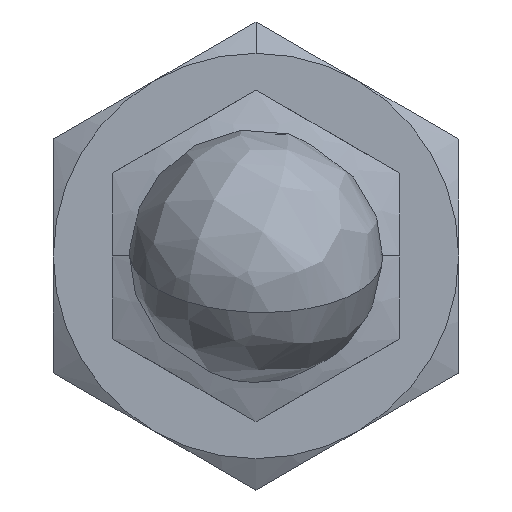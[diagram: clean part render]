
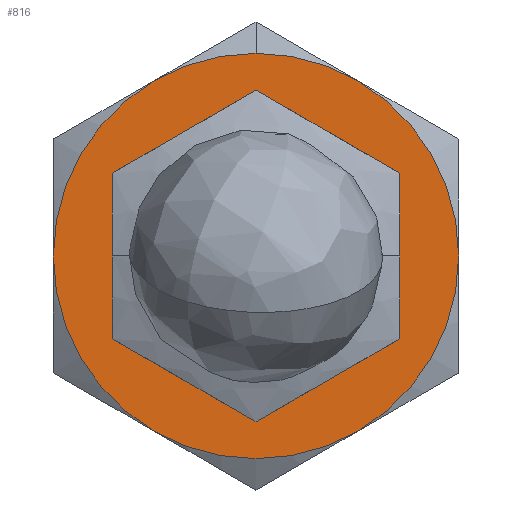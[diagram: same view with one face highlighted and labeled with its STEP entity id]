
A CAD part, front view. The second image highlights one B-rep face of the part: STEP entity #816.
In plain terms, the highlighted planar face has unit normal (0, -1, 0).
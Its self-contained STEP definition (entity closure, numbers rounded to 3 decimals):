
#24 = DIRECTION ( 'NONE',  ( 0., -1., 0. ) ) ;
#55 = CARTESIAN_POINT ( 'NONE',  ( 0., 113.031, 0. ) ) ;
#110 = FACE_BOUND ( 'NONE', #503, .T. ) ;
#114 = DIRECTION ( 'NONE',  ( 0., 0., 1. ) ) ;
#121 = CARTESIAN_POINT ( 'NONE',  ( 0., 113.031, 0. ) ) ;
#202 = ORIENTED_EDGE ( 'NONE', *, *, #550, .F. ) ;
#203 = VERTEX_POINT ( 'NONE', #2851 ) ;
#242 = AXIS2_PLACEMENT_3D ( 'NONE', #2483, #1176, #2708 ) ;
#247 = VERTEX_POINT ( 'NONE', #1353 ) ;
#271 = DIRECTION ( 'NONE',  ( 0., 0., 1. ) ) ;
#340 = CARTESIAN_POINT ( 'NONE',  ( 0., 113.031, 0. ) ) ;
#341 = DIRECTION ( 'NONE',  ( 0., 0., 1. ) ) ;
#391 = CARTESIAN_POINT ( 'NONE',  ( 12., 113.031, 0. ) ) ;
#503 = EDGE_LOOP ( 'NONE', ( #610, #896 ) ) ;
#550 = EDGE_CURVE ( 'NONE', #1501, #2588, #2218, .T. ) ;
#568 = DIRECTION ( 'NONE',  ( 0., 0., 1. ) ) ;
#572 = AXIS2_PLACEMENT_3D ( 'NONE', #2333, #1003, #2544 ) ;
#598 = CARTESIAN_POINT ( 'NONE',  ( 0., 113.031, 0. ) ) ;
#608 = CIRCLE ( 'NONE', #2319, 12. ) ;
#610 = ORIENTED_EDGE ( 'NONE', *, *, #1889, .F. ) ;
#660 = CARTESIAN_POINT ( 'NONE',  ( 0., 113.031, 12. ) ) ;
#682 = DIRECTION ( 'NONE',  ( 0., -1., 0. ) ) ;
#707 = FACE_OUTER_BOUND ( 'NONE', #1487, .T. ) ;
#793 = VERTEX_POINT ( 'NONE', #391 ) ;
#816 = ADVANCED_FACE ( 'NONE', ( #110, #707 ), #1091, .F. ) ;
#832 = DIRECTION ( 'NONE',  ( 0., 0., 1. ) ) ;
#861 = CARTESIAN_POINT ( 'NONE',  ( 0., 113.031, 13.856 ) ) ;
#871 = CIRCLE ( 'NONE', #2369, 12. ) ;
#873 = ORIENTED_EDGE ( 'NONE', *, *, #1648, .F. ) ;
#896 = ORIENTED_EDGE ( 'NONE', *, *, #1914, .F. ) ;
#897 = CIRCLE ( 'NONE', #2701, 8. ) ;
#950 = AXIS2_PLACEMENT_3D ( 'NONE', #861, #2414, #1102 ) ;
#982 = CARTESIAN_POINT ( 'NONE',  ( 6., 113.031, -10.392 ) ) ;
#1003 = DIRECTION ( 'NONE',  ( 0., 1., 0. ) ) ;
#1008 = AXIS2_PLACEMENT_3D ( 'NONE', #55, #1655, #271 ) ;
#1091 = PLANE ( 'NONE',  #950 ) ;
#1102 = DIRECTION ( 'NONE',  ( 0., 0., 1. ) ) ;
#1176 = DIRECTION ( 'NONE',  ( 0., 1., 0. ) ) ;
#1259 = VERTEX_POINT ( 'NONE', #982 ) ;
#1353 = CARTESIAN_POINT ( 'NONE',  ( 0., 113.031, 8. ) ) ;
#1393 = CARTESIAN_POINT ( 'NONE',  ( 0., 113.031, 0. ) ) ;
#1400 = EDGE_CURVE ( 'NONE', #2588, #2531, #871, .T. ) ;
#1421 = VERTEX_POINT ( 'NONE', #2356 ) ;
#1447 = CIRCLE ( 'NONE', #242, 12. ) ;
#1487 = EDGE_LOOP ( 'NONE', ( #1927, #1717, #2713, #873, #2381, #202, #1643 ) ) ;
#1496 = DIRECTION ( 'NONE',  ( 0., 1., 0. ) ) ;
#1501 = VERTEX_POINT ( 'NONE', #1735 ) ;
#1617 = DIRECTION ( 'NONE',  ( 0., 0., -1. ) ) ;
#1643 = ORIENTED_EDGE ( 'NONE', *, *, #2794, .F. ) ;
#1648 = EDGE_CURVE ( 'NONE', #2531, #793, #608, .T. ) ;
#1655 = DIRECTION ( 'NONE',  ( 0., 1., 0. ) ) ;
#1670 = CIRCLE ( 'NONE', #572, 12. ) ;
#1717 = ORIENTED_EDGE ( 'NONE', *, *, #2099, .F. ) ;
#1721 = DIRECTION ( 'NONE',  ( 0., 1., 0. ) ) ;
#1735 = CARTESIAN_POINT ( 'NONE',  ( -6., 113.031, 10.392 ) ) ;
#1849 = AXIS2_PLACEMENT_3D ( 'NONE', #2793, #1496, #114 ) ;
#1889 = EDGE_CURVE ( 'NONE', #2801, #247, #2664, .T. ) ;
#1914 = EDGE_CURVE ( 'NONE', #247, #2801, #897, .T. ) ;
#1927 = ORIENTED_EDGE ( 'NONE', *, *, #2009, .F. ) ;
#1930 = DIRECTION ( 'NONE',  ( 0., 1., 0. ) ) ;
#1981 = EDGE_CURVE ( 'NONE', #793, #1259, #1447, .T. ) ;
#2009 = EDGE_CURVE ( 'NONE', #203, #1421, #2400, .T. ) ;
#2031 = CARTESIAN_POINT ( 'NONE',  ( 0., 113.031, 0. ) ) ;
#2099 = EDGE_CURVE ( 'NONE', #1259, #203, #2605, .T. ) ;
#2169 = DIRECTION ( 'NONE',  ( 0., 1., 0. ) ) ;
#2218 = CIRCLE ( 'NONE', #2607, 12. ) ;
#2244 = DIRECTION ( 'NONE',  ( 0., 0., -1. ) ) ;
#2319 = AXIS2_PLACEMENT_3D ( 'NONE', #340, #1930, #568 ) ;
#2333 = CARTESIAN_POINT ( 'NONE',  ( 0., 113.031, 0. ) ) ;
#2356 = CARTESIAN_POINT ( 'NONE',  ( -12., 113.031, 0. ) ) ;
#2369 = AXIS2_PLACEMENT_3D ( 'NONE', #121, #1721, #341 ) ;
#2381 = ORIENTED_EDGE ( 'NONE', *, *, #1400, .F. ) ;
#2400 = CIRCLE ( 'NONE', #1008, 12. ) ;
#2414 = DIRECTION ( 'NONE',  ( 0., 1., 0. ) ) ;
#2435 = CARTESIAN_POINT ( 'NONE',  ( 6., 113.031, 10.392 ) ) ;
#2483 = CARTESIAN_POINT ( 'NONE',  ( 0., 113.031, 0. ) ) ;
#2531 = VERTEX_POINT ( 'NONE', #2435 ) ;
#2544 = DIRECTION ( 'NONE',  ( 0., 0., 1. ) ) ;
#2556 = AXIS2_PLACEMENT_3D ( 'NONE', #2031, #682, #2244 ) ;
#2588 = VERTEX_POINT ( 'NONE', #660 ) ;
#2605 = CIRCLE ( 'NONE', #1849, 12. ) ;
#2607 = AXIS2_PLACEMENT_3D ( 'NONE', #598, #2169, #832 ) ;
#2664 = CIRCLE ( 'NONE', #2556, 8. ) ;
#2701 = AXIS2_PLACEMENT_3D ( 'NONE', #1393, #24, #1617 ) ;
#2708 = DIRECTION ( 'NONE',  ( 0., 0., 1. ) ) ;
#2713 = ORIENTED_EDGE ( 'NONE', *, *, #1981, .F. ) ;
#2764 = CARTESIAN_POINT ( 'NONE',  ( 0., 113.031, -8. ) ) ;
#2793 = CARTESIAN_POINT ( 'NONE',  ( 0., 113.031, 0. ) ) ;
#2794 = EDGE_CURVE ( 'NONE', #1421, #1501, #1670, .T. ) ;
#2801 = VERTEX_POINT ( 'NONE', #2764 ) ;
#2851 = CARTESIAN_POINT ( 'NONE',  ( -6., 113.031, -10.392 ) ) ;
